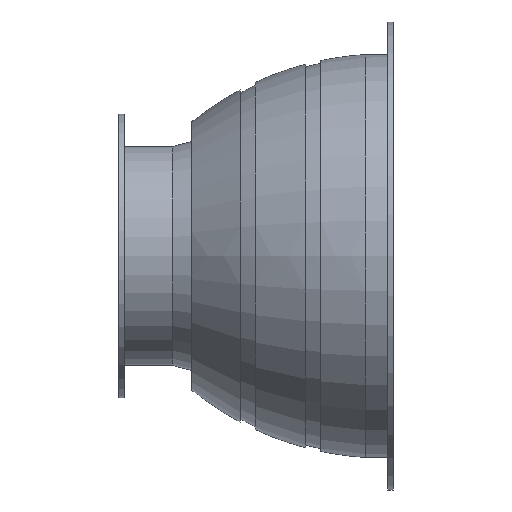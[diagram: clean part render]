
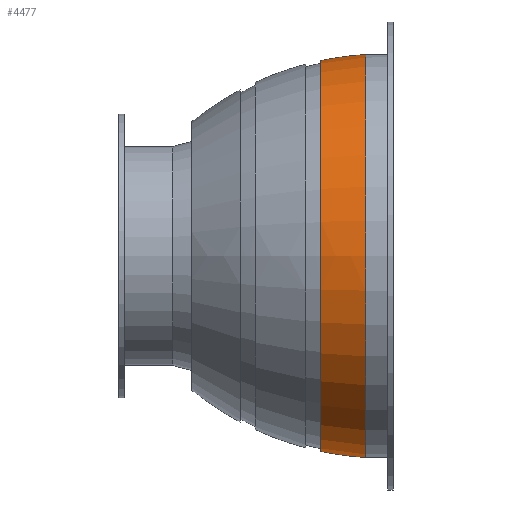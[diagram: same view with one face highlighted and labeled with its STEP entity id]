
A CAD part, top view. The second image highlights one B-rep face of the part: STEP entity #4477.
In plain terms, the highlighted free-form (B-spline) face has degree [3, 3] with [7, 4] control points.
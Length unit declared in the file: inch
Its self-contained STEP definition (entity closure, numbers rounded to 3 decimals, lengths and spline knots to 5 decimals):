
#1515=CARTESIAN_POINT('',(769.81598,-95.55662,
0.));
#1516=DIRECTION('',(0.,0.,1.));
#1517=DIRECTION('',(-0.061,0.998,0.));
#1518=AXIS2_PLACEMENT_3D('',#1515,#1516,#1517);
#1523=CARTESIAN_POINT('',(769.81598,95.55662,
0.));
#1524=DIRECTION('',(0.,0.,-1.));
#1525=DIRECTION('',(-0.061,-0.998,0.));
#1526=AXIS2_PLACEMENT_3D('',#1523,#1524,#1525);
#1539=CARTESIAN_POINT('',(752.84264,0.,0.));
#1540=DIRECTION('',(1.,0.,0.));
#1541=DIRECTION('',(0.,1.,0.));
#1542=AXIS2_PLACEMENT_3D('',#1539,#1540,#1541);
#1555=CARTESIAN_POINT('',(712.,0.,0.));
#1556=DIRECTION('',(1.,0.,0.));
#1557=DIRECTION('',(0.,1.,0.));
#1558=AXIS2_PLACEMENT_3D('',#1555,#1556,#1557);
#2774=CARTESIAN_POINT('',(752.84264,184.06871,
0.));
#2776=VERTEX_POINT('',#2774);
#2777=CARTESIAN_POINT('',(712.,178.55236,0.));
#2778=VERTEX_POINT('',#2777);
#2838=CARTESIAN_POINT('',(752.84264,-184.06871,
0.));
#2840=VERTEX_POINT('',#2838);
#2841=CARTESIAN_POINT('',(712.,-178.55236,0.));
#2842=VERTEX_POINT('',#2841);
#4441=CARTESIAN_POINT('',(711.193,178.02891,-11.20063));
#4442=CARTESIAN_POINT('',(725.19032,181.01844,-11.38872));
#4443=CARTESIAN_POINT('',(739.37577,182.9306,-11.50902));
#4444=CARTESIAN_POINT('',(753.66621,183.75417,-11.56083));
#4445=CARTESIAN_POINT('',(711.193,184.92176,98.35811));
#4446=CARTESIAN_POINT('',(725.19032,188.02704,100.00978));
#4447=CARTESIAN_POINT('',(739.37577,190.01323,101.06622));
#4448=CARTESIAN_POINT('',(753.66621,190.86869,101.52123));
#4449=CARTESIAN_POINT('',(711.193,109.77536,178.3809));
#4450=CARTESIAN_POINT('',(725.19032,111.61875,181.37635));
#4451=CARTESIAN_POINT('',(739.37577,112.79781,183.29228));
#4452=CARTESIAN_POINT('',(753.66621,113.30564,184.11748));
#4453=CARTESIAN_POINT('',(711.193,0.,
178.3809));
#4454=CARTESIAN_POINT('',(725.19032,0.,
181.37635));
#4455=CARTESIAN_POINT('',(739.37577,0.,
183.29228));
#4456=CARTESIAN_POINT('',(753.66621,0.,184.11748));
#4457=CARTESIAN_POINT('',(711.193,-109.77536,178.3809));
#4458=CARTESIAN_POINT('',(725.19032,-111.61875,181.37635));
#4459=CARTESIAN_POINT('',(739.37577,-112.79781,183.29228));
#4460=CARTESIAN_POINT('',(753.66621,-113.30564,184.11748));
#4461=CARTESIAN_POINT('',(711.193,-184.92176,98.35811));
#4462=CARTESIAN_POINT('',(725.19032,-188.02704,100.00978));
#4463=CARTESIAN_POINT('',(739.37577,-190.01323,101.06622));
#4464=CARTESIAN_POINT('',(753.66621,-190.86869,101.52123));
#4465=CARTESIAN_POINT('',(711.193,-178.02891,
-11.20063));
#4466=CARTESIAN_POINT('',(725.19032,-181.01844,
-11.38872));
#4467=CARTESIAN_POINT('',(739.37577,-182.9306,
-11.50902));
#4468=CARTESIAN_POINT('',(753.66621,-183.75417,
-11.56083));
#4469=(BOUNDED_SURFACE()B_SPLINE_SURFACE(3,3,((#4441,#4442,#4443,#4444),(#4445,
#4446,#4447,#4448),(#4449,#4450,#4451,#4452),(#4453,#4454,#4455,#4456),(#4457,
#4458,#4459,#4460),(#4461,#4462,#4463,#4464),(#4465,#4466,#4467,#4468)),
.UNSPECIFIED.,.F.,.F.,.F.)B_SPLINE_SURFACE_WITH_KNOTS((4,3,4),(4,4),(0.,1.,
2.),(0.,1.),.UNSPECIFIED.)GEOMETRIC_REPRESENTATION_ITEM()RATIONAL_B_SPLINE_SURFACE(((1.189,1.187,1.187,1.189),(
0.939,0.937,0.937,0.939),(
0.939,0.937,0.937,0.939),(
1.189,1.187,1.187,1.189),(
0.939,0.937,0.937,0.939),(
0.939,0.937,0.937,0.939),(
1.189,1.187,1.187,1.189)))REPRESENTATION_ITEM('')SURFACE());
#4470=ORIENTED_EDGE('',*,*,#4424,.F.);
#4471=ORIENTED_EDGE('',*,*,#4363,.T.);
#4472=ORIENTED_EDGE('',*,*,#4428,.T.);
#4474=ORIENTED_EDGE('',*,*,#4473,.F.);
#4475=EDGE_LOOP('',(#4470,#4471,#4472,#4474));
#4476=FACE_OUTER_BOUND('',#4475,.F.);
#1519=CIRCLE('',#1518,280.14);
#1527=CIRCLE('',#1526,280.14);
#1543=CIRCLE('',#1542,184.06871);
#1559=CIRCLE('',#1558,178.55236);
#4363=EDGE_CURVE('',#2776,#2840,#1543,.T.);
#4424=EDGE_CURVE('',#2776,#2778,#1519,.T.);
#4428=EDGE_CURVE('',#2840,#2842,#1527,.T.);
#4473=EDGE_CURVE('',#2778,#2842,#1559,.T.);
#4477=ADVANCED_FACE('',(#4476),#4469,.T.);
